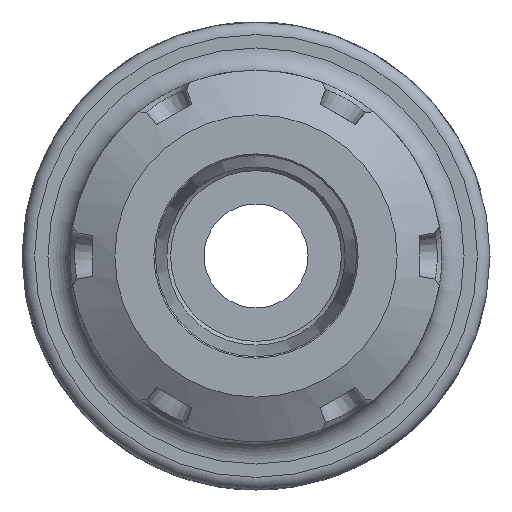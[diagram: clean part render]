
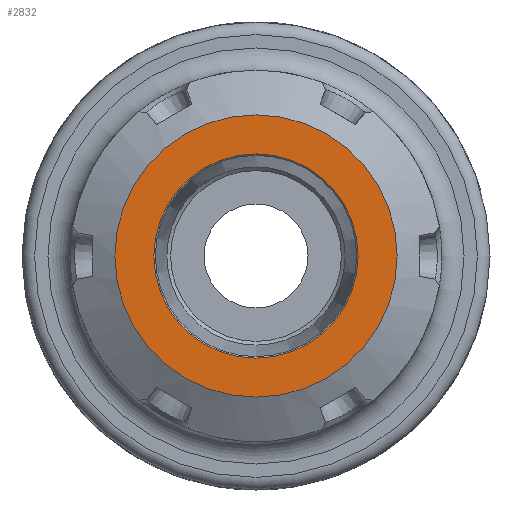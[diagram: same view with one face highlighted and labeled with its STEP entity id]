
A CAD part, left-side view. The second image highlights one B-rep face of the part: STEP entity #2832.
In plain terms, the highlighted planar face has unit normal (-1, 0, 0).
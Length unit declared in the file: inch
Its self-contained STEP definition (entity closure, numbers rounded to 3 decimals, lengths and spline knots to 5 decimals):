
#30=FACE_BOUND('',#534,.T.);
#87=PLANE('',#3021);
#373=FACE_OUTER_BOUND('',#533,.T.);
#533=EDGE_LOOP('',(#2000));
#534=EDGE_LOOP('',(#2001));
#892=CIRCLE('',#2993,0.74803);
#896=CIRCLE('',#3015,0.54134);
#1101=VERTEX_POINT('',#4722);
#1113=VERTEX_POINT('',#4878);
#1416=EDGE_CURVE('',#1101,#1101,#892,.T.);
#1444=EDGE_CURVE('',#1113,#1113,#896,.T.);
#2000=ORIENTED_EDGE('',*,*,#1416,.F.);
#2001=ORIENTED_EDGE('',*,*,#1444,.F.);
#2832=ADVANCED_FACE('',(#373,#30),#87,.F.);
#2993=AXIS2_PLACEMENT_3D('',#4724,#3336,#3337);
#3015=AXIS2_PLACEMENT_3D('',#4879,#3392,#3393);
#3021=AXIS2_PLACEMENT_3D('',#4891,#3406,#3407);
#3336=DIRECTION('center_axis',(1.,0.,0.));
#3337=DIRECTION('ref_axis',(0.,0.,-1.));
#3392=DIRECTION('center_axis',(-1.,0.,0.));
#3393=DIRECTION('ref_axis',(0.,0.,-1.));
#3406=DIRECTION('center_axis',(1.,0.,0.));
#3407=DIRECTION('ref_axis',(0.,0.,-1.));
#4722=CARTESIAN_POINT('',(-2.75591,0.,0.74803));
#4724=CARTESIAN_POINT('Origin',(-2.75591,0.,
0.));
#4878=CARTESIAN_POINT('',(-2.75591,0.,0.54134));
#4879=CARTESIAN_POINT('Origin',(-2.75591,0.,
0.));
#4891=CARTESIAN_POINT('Origin',(-2.75591,0.,
0.));
